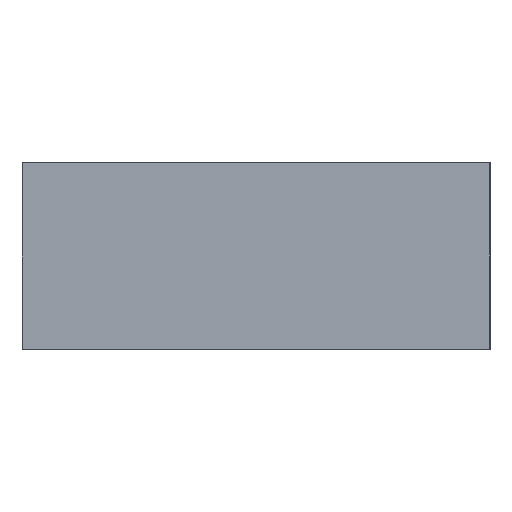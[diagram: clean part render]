
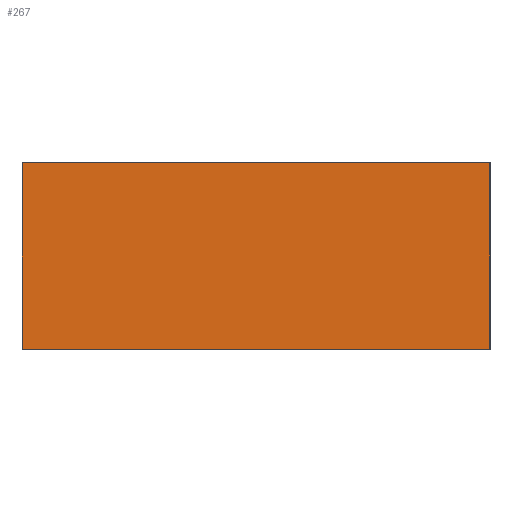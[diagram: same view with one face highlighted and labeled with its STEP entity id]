
A CAD part, left-side view. The second image highlights one B-rep face of the part: STEP entity #267.
In plain terms, the highlighted planar face has unit normal (-1, 0, 0).
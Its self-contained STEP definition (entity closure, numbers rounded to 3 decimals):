
#267 = ADVANCED_FACE('',(#268),#302,.F.);
#268 = FACE_BOUND('',#269,.T.);
#269 = EDGE_LOOP('',(#270,#280,#288,#296));
#270 = ORIENTED_EDGE('',*,*,#271,.T.);
#271 = EDGE_CURVE('',#272,#274,#276,.T.);
#272 = VERTEX_POINT('',#273);
#273 = CARTESIAN_POINT('',(-3.5,-0.999,0.001));
#274 = VERTEX_POINT('',#275);
#275 = CARTESIAN_POINT('',(-3.5,-0.999,0.799));
#276 = LINE('',#277,#278);
#277 = CARTESIAN_POINT('',(-3.5,-0.999,0.001));
#278 = VECTOR('',#279,1.);
#279 = DIRECTION('',(0.,0.,1.));
#280 = ORIENTED_EDGE('',*,*,#281,.T.);
#281 = EDGE_CURVE('',#274,#282,#284,.T.);
#282 = VERTEX_POINT('',#283);
#283 = CARTESIAN_POINT('',(-3.5,0.999,0.799));
#284 = LINE('',#285,#286);
#285 = CARTESIAN_POINT('',(-3.5,0.999,0.799));
#286 = VECTOR('',#287,1.);
#287 = DIRECTION('',(0.,1.,0.));
#288 = ORIENTED_EDGE('',*,*,#289,.T.);
#289 = EDGE_CURVE('',#282,#290,#292,.T.);
#290 = VERTEX_POINT('',#291);
#291 = CARTESIAN_POINT('',(-3.5,0.999,0.001));
#292 = LINE('',#293,#294);
#293 = CARTESIAN_POINT('',(-3.5,0.999,0.001));
#294 = VECTOR('',#295,1.);
#295 = DIRECTION('',(0.,0.,-1.));
#296 = ORIENTED_EDGE('',*,*,#297,.T.);
#297 = EDGE_CURVE('',#290,#272,#298,.T.);
#298 = LINE('',#299,#300);
#299 = CARTESIAN_POINT('',(-3.5,0.999,0.001));
#300 = VECTOR('',#301,1.);
#301 = DIRECTION('',(0.,-1.,0.));
#302 = PLANE('',#303);
#303 = AXIS2_PLACEMENT_3D('',#304,#305,#306);
#304 = CARTESIAN_POINT('',(-3.5,0.,0.4));
#305 = DIRECTION('',(1.,0.,0.));
#306 = DIRECTION('',(0.,1.,0.));
